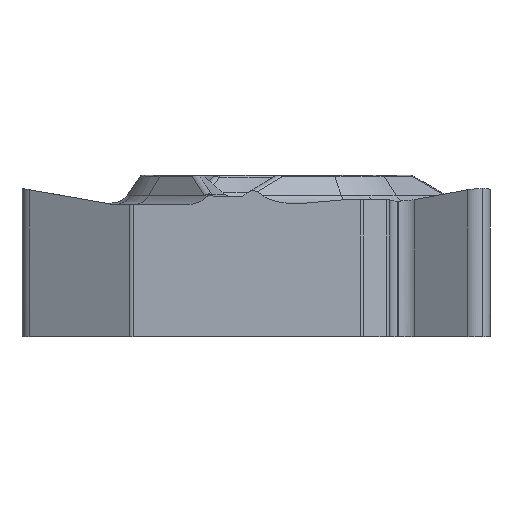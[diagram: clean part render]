
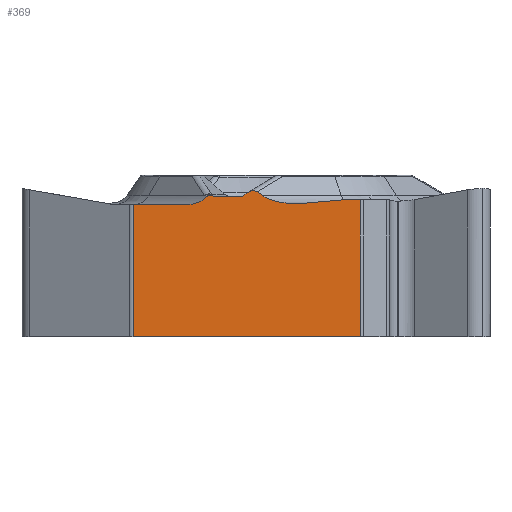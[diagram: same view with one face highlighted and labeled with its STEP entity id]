
A CAD part, left-side view. The second image highlights one B-rep face of the part: STEP entity #369.
In plain terms, the highlighted planar face has unit normal (-1, 0, 0).
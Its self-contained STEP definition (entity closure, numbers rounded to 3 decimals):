
#152=FACE_OUTER_BOUND('',#591,.T.);
#311=ELLIPSE('',#2835,1.5,0.75);
#312=ELLIPSE('',#2836,0.304,0.205);
#313=ELLIPSE('',#2837,0.309,0.3);
#314=ELLIPSE('',#2838,0.309,0.3);
#315=ELLIPSE('',#2839,0.884,0.75);
#369=ADVANCED_FACE('',(#152),#533,.F.);
#533=PLANE('',#2840);
#591=EDGE_LOOP('',(#922,#923,#924,#925,#926,#927,#928,#929,#930,#931,#932,
#933,#934,#935,#936));
#922=ORIENTED_EDGE('',*,*,#1984,.F.);
#923=ORIENTED_EDGE('',*,*,#1999,.T.);
#924=ORIENTED_EDGE('',*,*,#2000,.T.);
#925=ORIENTED_EDGE('',*,*,#2001,.T.);
#926=ORIENTED_EDGE('',*,*,#2002,.T.);
#927=ORIENTED_EDGE('',*,*,#2003,.F.);
#928=ORIENTED_EDGE('',*,*,#2004,.F.);
#929=ORIENTED_EDGE('',*,*,#2005,.T.);
#930=ORIENTED_EDGE('',*,*,#2006,.T.);
#931=ORIENTED_EDGE('',*,*,#2007,.T.);
#932=ORIENTED_EDGE('',*,*,#2008,.T.);
#933=ORIENTED_EDGE('',*,*,#2009,.F.);
#934=ORIENTED_EDGE('',*,*,#2010,.T.);
#935=ORIENTED_EDGE('',*,*,#2011,.T.);
#936=ORIENTED_EDGE('',*,*,#2012,.T.);
#1731=VERTEX_POINT('',#4373);
#1732=VERTEX_POINT('',#4375);
#1746=VERTEX_POINT('',#4405);
#1747=VERTEX_POINT('',#4407);
#1748=VERTEX_POINT('',#4409);
#1749=VERTEX_POINT('',#4411);
#1750=VERTEX_POINT('',#4413);
#1751=VERTEX_POINT('',#4415);
#1752=VERTEX_POINT('',#4417);
#1753=VERTEX_POINT('',#4419);
#1754=VERTEX_POINT('',#4421);
#1755=VERTEX_POINT('',#4423);
#1756=VERTEX_POINT('',#4437);
#1757=VERTEX_POINT('',#4439);
#1758=VERTEX_POINT('',#4441);
#1984=EDGE_CURVE('',#1731,#1732,#2382,.T.);
#1999=EDGE_CURVE('',#1731,#1746,#2389,.T.);
#2000=EDGE_CURVE('',#1746,#1747,#2390,.T.);
#2001=EDGE_CURVE('',#1747,#1748,#2391,.T.);
#2002=EDGE_CURVE('',#1748,#1749,#311,.T.);
#2003=EDGE_CURVE('',#1750,#1749,#2392,.T.);
#2004=EDGE_CURVE('',#1751,#1750,#312,.T.);
#2005=EDGE_CURVE('',#1751,#1752,#2393,.T.);
#2006=EDGE_CURVE('',#1752,#1753,#313,.T.);
#2007=EDGE_CURVE('',#1753,#1754,#2394,.T.);
#2008=EDGE_CURVE('',#1754,#1755,#314,.T.);
#2009=EDGE_CURVE('',#1756,#1755,#2736,.T.);
#2010=EDGE_CURVE('',#1756,#1757,#315,.T.);
#2011=EDGE_CURVE('',#1757,#1758,#2395,.T.);
#2012=EDGE_CURVE('',#1758,#1732,#2396,.T.);
#2382=LINE('',#4374,#2562);
#2389=LINE('',#4404,#2569);
#2390=LINE('',#4406,#2570);
#2391=LINE('',#4408,#2571);
#2392=LINE('',#4412,#2572);
#2393=LINE('',#4416,#2573);
#2394=LINE('',#4420,#2574);
#2395=LINE('',#4440,#2575);
#2396=LINE('',#4442,#2576);
#2562=VECTOR('',#3163,1.);
#2569=VECTOR('',#3188,1.);
#2570=VECTOR('',#3189,1.);
#2571=VECTOR('',#3190,1.);
#2572=VECTOR('',#3193,1.);
#2573=VECTOR('',#3196,1.);
#2574=VECTOR('',#3199,1.);
#2575=VECTOR('',#3204,1.);
#2576=VECTOR('',#3205,1.);
#2736=B_SPLINE_CURVE_WITH_KNOTS('',3,(#4424,#4425,#4426,#4427,#4428,#4429,
#4430,#4431,#4432,#4433,#4434,#4435,#4436),.UNSPECIFIED.,.F.,.F.,(4,3,3,
3,4),(0.,0.251,0.501,0.761,1.),
 .UNSPECIFIED.);
#2835=AXIS2_PLACEMENT_3D('',#4410,#3191,#3192);
#2836=AXIS2_PLACEMENT_3D('',#4414,#3194,#3195);
#2837=AXIS2_PLACEMENT_3D('',#4418,#3197,#3198);
#2838=AXIS2_PLACEMENT_3D('',#4422,#3200,#3201);
#2839=AXIS2_PLACEMENT_3D('',#4438,#3202,#3203);
#2840=AXIS2_PLACEMENT_3D('',#4443,#3206,#3207);
#3163=DIRECTION('',(0.,1.,0.));
#3188=DIRECTION('',(0.,0.,1.));
#3189=DIRECTION('',(0.,1.,0.));
#3190=DIRECTION('',(0.,0.996,-0.088));
#3191=DIRECTION('',(1.,0.,0.));
#3192=DIRECTION('',(0.,1.,0.));
#3193=DIRECTION('',(0.,-0.814,-0.581));
#3194=DIRECTION('',(1.,0.,0.));
#3195=DIRECTION('',(0.,-0.858,0.514));
#3196=DIRECTION('',(0.,0.775,-0.631));
#3197=DIRECTION('',(1.,0.,0.));
#3198=DIRECTION('',(0.,-1.,0.));
#3199=DIRECTION('',(0.,1.,0.));
#3200=DIRECTION('',(1.,0.,0.));
#3201=DIRECTION('',(0.,-1.,0.));
#3202=DIRECTION('',(1.,0.,0.));
#3203=DIRECTION('',(0.,-1.,0.));
#3204=DIRECTION('',(0.,1.,0.));
#3205=DIRECTION('',(0.,0.,-1.));
#3206=DIRECTION('',(1.,0.,0.));
#3207=DIRECTION('',(0.,1.,0.));
#4373=CARTESIAN_POINT('',(-6.35,-3.386,-5.56));
#4374=CARTESIAN_POINT('',(-6.35,8.7,-5.56));
#4375=CARTESIAN_POINT('',(-6.35,5.134,-5.56));
#4404=CARTESIAN_POINT('',(-6.35,-3.386,-0.426));
#4405=CARTESIAN_POINT('',(-6.35,-3.386,-0.426));
#4406=CARTESIAN_POINT('',(-6.35,0.,-0.426));
#4407=CARTESIAN_POINT('',(-6.35,-2.773,-0.426));
#4408=CARTESIAN_POINT('',(-6.35,-2.246,-0.472));
#4409=CARTESIAN_POINT('',(-6.35,-1.196,-0.565));
#4410=CARTESIAN_POINT('',(-6.35,-0.935,0.174));
#4411=CARTESIAN_POINT('',(-6.35,0.293,-0.256));
#4412=CARTESIAN_POINT('',(-6.35,17.805,12.249));
#4413=CARTESIAN_POINT('',(-6.35,0.483,-0.121));
#4414=CARTESIAN_POINT('',(-6.35,0.704,-0.32));
#4415=CARTESIAN_POINT('',(-6.35,0.862,-0.181));
#4416=CARTESIAN_POINT('',(-6.35,-6.754,6.019));
#4417=CARTESIAN_POINT('',(-6.35,0.934,-0.24));
#4418=CARTESIAN_POINT('',(-6.35,1.132,-0.01));
#4419=CARTESIAN_POINT('',(-6.35,1.132,-0.31));
#4420=CARTESIAN_POINT('',(-6.35,8.7,-0.31));
#4421=CARTESIAN_POINT('',(-6.35,2.034,-0.31));
#4422=CARTESIAN_POINT('',(-6.35,2.034,-0.01));
#4423=CARTESIAN_POINT('',(-6.35,2.162,-0.283));
#4424=CARTESIAN_POINT('',(-6.35,2.401,-0.323));
#4425=CARTESIAN_POINT('',(-6.35,2.386,-0.307));
#4426=CARTESIAN_POINT('',(-6.35,2.369,-0.294));
#4427=CARTESIAN_POINT('',(-6.35,2.349,-0.285));
#4428=CARTESIAN_POINT('',(-6.35,2.33,-0.275));
#4429=CARTESIAN_POINT('',(-6.35,2.309,-0.268));
#4430=CARTESIAN_POINT('',(-6.35,2.288,-0.265));
#4431=CARTESIAN_POINT('',(-6.35,2.266,-0.262));
#4432=CARTESIAN_POINT('',(-6.35,2.243,-0.262));
#4433=CARTESIAN_POINT('',(-6.35,2.221,-0.266));
#4434=CARTESIAN_POINT('',(-6.35,2.2,-0.269));
#4435=CARTESIAN_POINT('',(-6.35,2.18,-0.275));
#4436=CARTESIAN_POINT('',(-6.35,2.162,-0.283));
#4437=CARTESIAN_POINT('',(-6.35,2.401,-0.323));
#4438=CARTESIAN_POINT('',(-6.35,3.09,0.147));
#4439=CARTESIAN_POINT('',(-6.35,3.09,-0.603));
#4440=CARTESIAN_POINT('',(-6.35,8.7,-0.603));
#4441=CARTESIAN_POINT('',(-6.35,5.134,-0.603));
#4442=CARTESIAN_POINT('',(-6.35,5.134,-5.56));
#4443=CARTESIAN_POINT('',(-6.35,8.7,25.));
